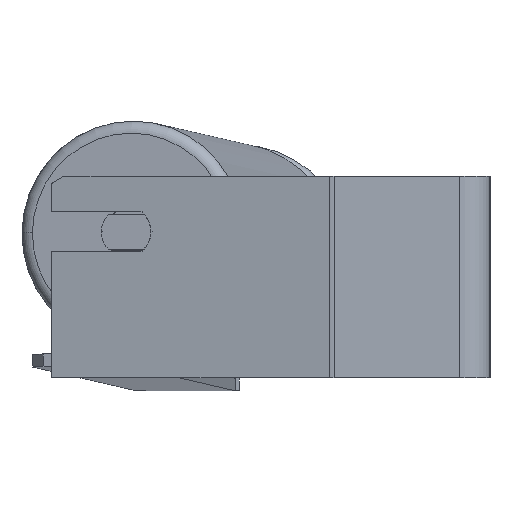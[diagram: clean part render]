
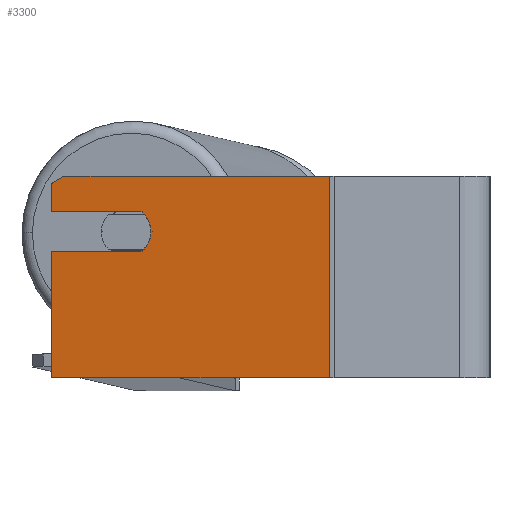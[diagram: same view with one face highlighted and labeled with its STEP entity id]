
A CAD part, left-side view. The second image highlights one B-rep face of the part: STEP entity #3300.
In plain terms, the highlighted planar face has unit normal (-0.985, 0.174, 0).
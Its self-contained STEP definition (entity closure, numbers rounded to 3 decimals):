
#96 = CARTESIAN_POINT ( 'NONE',  ( -399.818, 63.704, 40. ) ) ;
#449 = EDGE_CURVE ( 'NONE', #3362, #6223, #5110, .T. ) ;
#575 = VERTEX_POINT ( 'NONE', #6030 ) ;
#582 = VECTOR ( 'NONE', #7175, 1000. ) ;
#713 = LINE ( 'NONE', #7721, #5431 ) ;
#764 = EDGE_CURVE ( 'NONE', #7817, #4192, #713, .T. ) ;
#908 = CARTESIAN_POINT ( 'NONE',  ( -380.384, 173.919, 40. ) ) ;
#991 = CARTESIAN_POINT ( 'NONE',  ( -380.384, 173.919, 40. ) ) ;
#1045 = VECTOR ( 'NONE', #6565, 1000. ) ;
#1148 = CARTESIAN_POINT ( 'NONE',  ( -380.384, 173.919, -40. ) ) ;
#1222 = DIRECTION ( 'NONE',  ( 0., 0., -1. ) ) ;
#1316 = ORIENTED_EDGE ( 'NONE', *, *, #1899, .F. ) ;
#1487 = VECTOR ( 'NONE', #3312, 1000. ) ;
#1566 = CIRCLE ( 'NONE', #2588, 10. ) ;
#1611 = VERTEX_POINT ( 'NONE', #6227 ) ;
#1712 = VERTEX_POINT ( 'NONE', #2907 ) ;
#1815 = CARTESIAN_POINT ( 'NONE',  ( -380.384, 173.919, 37.113 ) ) ;
#1842 = CARTESIAN_POINT ( 'NONE',  ( -385.593, 144.375, 18. ) ) ;
#1899 = EDGE_CURVE ( 'NONE', #5654, #7817, #7509, .T. ) ;
#1928 = VECTOR ( 'NONE', #7230, 1000. ) ;
#1956 = ORIENTED_EDGE ( 'NONE', *, *, #5780, .T. ) ;
#2151 = EDGE_CURVE ( 'NONE', #575, #6223, #4414, .T. ) ;
#2588 = AXIS2_PLACEMENT_3D ( 'NONE', #1842, #5926, #6703 ) ;
#2597 = ORIENTED_EDGE ( 'NONE', *, *, #7153, .F. ) ;
#2907 = CARTESIAN_POINT ( 'NONE',  ( -387.33, 134.527, 18. ) ) ;
#2919 = ORIENTED_EDGE ( 'NONE', *, *, #6582, .T. ) ;
#2974 = LINE ( 'NONE', #5144, #1045 ) ;
#3105 = ORIENTED_EDGE ( 'NONE', *, *, #5072, .T. ) ;
#3224 = CARTESIAN_POINT ( 'NONE',  ( -380.384, 173.919, 40. ) ) ;
#3300 = ADVANCED_FACE ( 'NONE', ( #5659 ), #8461, .F. ) ;
#3312 = DIRECTION ( 'NONE',  ( -0.174, -0.985, 0. ) ) ;
#3362 = VERTEX_POINT ( 'NONE', #1815 ) ;
#3408 = VERTEX_POINT ( 'NONE', #6587 ) ;
#3487 = DIRECTION ( 'NONE',  ( 0., 0., -1. ) ) ;
#3736 = ORIENTED_EDGE ( 'NONE', *, *, #2151, .F. ) ;
#3765 = CARTESIAN_POINT ( 'NONE',  ( -399.818, 63.704, -40. ) ) ;
#4075 = ORIENTED_EDGE ( 'NONE', *, *, #764, .F. ) ;
#4098 = DIRECTION ( 'NONE',  ( 0.15, 0.853, -0.5 ) ) ;
#4119 = EDGE_LOOP ( 'NONE', ( #1316, #3105, #5343, #3736, #6199, #6417, #2597, #2919, #1956, #4075 ) ) ;
#4154 = EDGE_CURVE ( 'NONE', #1712, #575, #1566, .T. ) ;
#4192 = VERTEX_POINT ( 'NONE', #3765 ) ;
#4383 = VECTOR ( 'NONE', #1222, 1000. ) ;
#4393 = VECTOR ( 'NONE', #8691, 1000. ) ;
#4414 = LINE ( 'NONE', #6574, #1928 ) ;
#4560 = CARTESIAN_POINT ( 'NONE',  ( -380.384, 173.919, -40. ) ) ;
#4669 = VECTOR ( 'NONE', #4098, 1000. ) ;
#4978 = DIRECTION ( 'NONE',  ( 0.174, 0.985, 0. ) ) ;
#5072 = EDGE_CURVE ( 'NONE', #5654, #3362, #6083, .T. ) ;
#5110 = LINE ( 'NONE', #991, #4393 ) ;
#5144 = CARTESIAN_POINT ( 'NONE',  ( -386.635, 138.466, 10. ) ) ;
#5343 = ORIENTED_EDGE ( 'NONE', *, *, #449, .T. ) ;
#5431 = VECTOR ( 'NONE', #3487, 1000. ) ;
#5515 = CARTESIAN_POINT ( 'NONE',  ( -381.252, 168.995, 40. ) ) ;
#5654 = VERTEX_POINT ( 'NONE', #5515 ) ;
#5659 = FACE_OUTER_BOUND ( 'NONE', #4119, .T. ) ;
#5736 = EDGE_CURVE ( 'NONE', #3408, #1712, #6277, .T. ) ;
#5780 = EDGE_CURVE ( 'NONE', #8462, #4192, #8545, .T. ) ;
#5926 = DIRECTION ( 'NONE',  ( -0.985, 0.174, 0. ) ) ;
#6030 = CARTESIAN_POINT ( 'NONE',  ( -386.635, 138.466, 26. ) ) ;
#6050 = AXIS2_PLACEMENT_3D ( 'NONE', #908, #6502, #4978 ) ;
#6083 = LINE ( 'NONE', #7470, #4669 ) ;
#6199 = ORIENTED_EDGE ( 'NONE', *, *, #4154, .F. ) ;
#6223 = VERTEX_POINT ( 'NONE', #9008 ) ;
#6227 = CARTESIAN_POINT ( 'NONE',  ( -380.384, 173.919, 10. ) ) ;
#6277 = CIRCLE ( 'NONE', #8192, 10. ) ;
#6417 = ORIENTED_EDGE ( 'NONE', *, *, #5736, .F. ) ;
#6433 = DIRECTION ( 'NONE',  ( -0.174, -0.985, 0. ) ) ;
#6502 = DIRECTION ( 'NONE',  ( 0.985, -0.174, 0. ) ) ;
#6565 = DIRECTION ( 'NONE',  ( -0.174, -0.985, 0. ) ) ;
#6574 = CARTESIAN_POINT ( 'NONE',  ( -386.635, 138.466, 26. ) ) ;
#6582 = EDGE_CURVE ( 'NONE', #1611, #8462, #8869, .T. ) ;
#6587 = CARTESIAN_POINT ( 'NONE',  ( -386.635, 138.466, 10. ) ) ;
#6703 = DIRECTION ( 'NONE',  ( -0.174, -0.985, 0. ) ) ;
#6767 = CARTESIAN_POINT ( 'NONE',  ( -380.384, 173.919, 40. ) ) ;
#7127 = DIRECTION ( 'NONE',  ( -0.985, 0.174, 0. ) ) ;
#7153 = EDGE_CURVE ( 'NONE', #1611, #3408, #2974, .T. ) ;
#7175 = DIRECTION ( 'NONE',  ( -0.174, -0.985, 0. ) ) ;
#7230 = DIRECTION ( 'NONE',  ( 0.174, 0.985, 0. ) ) ;
#7470 = CARTESIAN_POINT ( 'NONE',  ( -380.384, 173.919, 37.113 ) ) ;
#7509 = LINE ( 'NONE', #6767, #1487 ) ;
#7721 = CARTESIAN_POINT ( 'NONE',  ( -399.818, 63.704, 40. ) ) ;
#7817 = VERTEX_POINT ( 'NONE', #96 ) ;
#8192 = AXIS2_PLACEMENT_3D ( 'NONE', #8804, #7127, #6433 ) ;
#8461 = PLANE ( 'NONE',  #6050 ) ;
#8462 = VERTEX_POINT ( 'NONE', #4560 ) ;
#8545 = LINE ( 'NONE', #1148, #582 ) ;
#8691 = DIRECTION ( 'NONE',  ( 0., 0., -1. ) ) ;
#8804 = CARTESIAN_POINT ( 'NONE',  ( -385.593, 144.375, 18. ) ) ;
#8869 = LINE ( 'NONE', #3224, #4383 ) ;
#9008 = CARTESIAN_POINT ( 'NONE',  ( -380.384, 173.919, 26. ) ) ;
